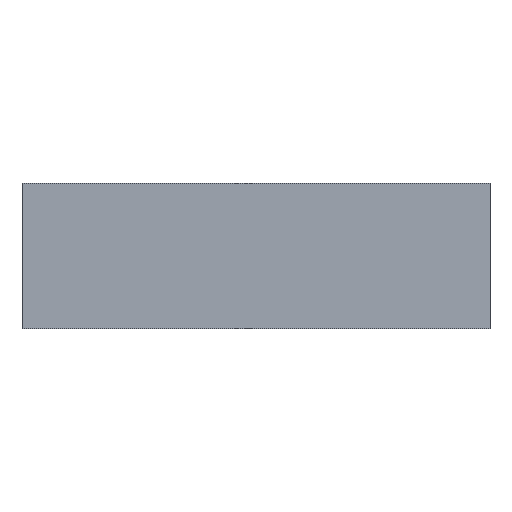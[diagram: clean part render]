
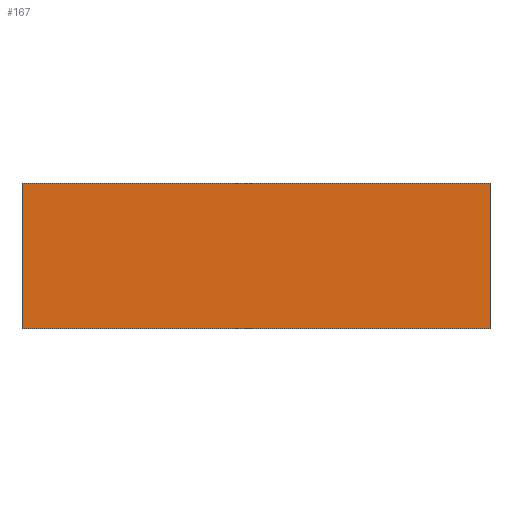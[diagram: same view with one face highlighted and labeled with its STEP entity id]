
A CAD part, front view. The second image highlights one B-rep face of the part: STEP entity #167.
In plain terms, the highlighted planar face has unit normal (0, -1, 0).
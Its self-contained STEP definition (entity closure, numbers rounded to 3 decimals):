
#167=ADVANCED_FACE('',(#397),#286,.T.);
#286=PLANE('',#2645);
#397=FACE_OUTER_BOUND('',#513,.T.);
#513=EDGE_LOOP('',(#693,#694,#695,#696));
#693=ORIENTED_EDGE('',*,*,#1668,.F.);
#694=ORIENTED_EDGE('',*,*,#1669,.F.);
#695=ORIENTED_EDGE('',*,*,#1670,.T.);
#696=ORIENTED_EDGE('',*,*,#1671,.F.);
#1410=VERTEX_POINT('',#3512);
#1411=VERTEX_POINT('',#3513);
#1412=VERTEX_POINT('',#3515);
#1413=VERTEX_POINT('',#3517);
#1668=EDGE_CURVE('',#1410,#1411,#2031,.T.);
#1669=EDGE_CURVE('',#1412,#1410,#2032,.T.);
#1670=EDGE_CURVE('',#1412,#1413,#2033,.T.);
#1671=EDGE_CURVE('',#1411,#1413,#2034,.T.);
#2031=LINE('',#3511,#2360);
#2032=LINE('',#3514,#2361);
#2033=LINE('',#3516,#2362);
#2034=LINE('',#3518,#2363);
#2360=VECTOR('',#2853,1.);
#2361=VECTOR('',#2854,1.);
#2362=VECTOR('',#2855,1.);
#2363=VECTOR('',#2856,1.);
#2645=AXIS2_PLACEMENT_3D('',#3519,#2857,#2858);
#2853=DIRECTION('',(0.,0.,-1.));
#2854=DIRECTION('',(1.,0.,0.));
#2855=DIRECTION('',(0.,0.,-1.));
#2856=DIRECTION('',(-1.,0.,0.));
#2857=DIRECTION('',(0.,-1.,0.));
#2858=DIRECTION('',(1.,0.,0.));
#3511=CARTESIAN_POINT('',(10.,0.5,3.1));
#3512=CARTESIAN_POINT('',(10.,0.5,3.1));
#3513=CARTESIAN_POINT('',(10.,0.5,-3.1));
#3514=CARTESIAN_POINT('',(-9.5,0.5,3.1));
#3515=CARTESIAN_POINT('',(-10.,0.5,3.1));
#3516=CARTESIAN_POINT('',(-10.,0.5,3.1));
#3517=CARTESIAN_POINT('',(-10.,0.5,-3.1));
#3518=CARTESIAN_POINT('',(0.,0.5,-3.1));
#3519=CARTESIAN_POINT('',(9.5,0.5,3.1));
